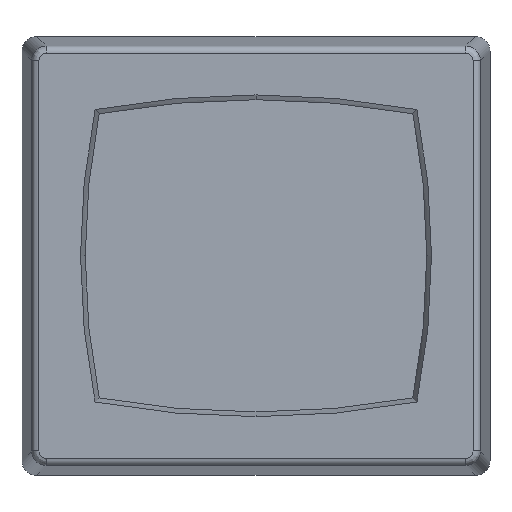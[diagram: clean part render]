
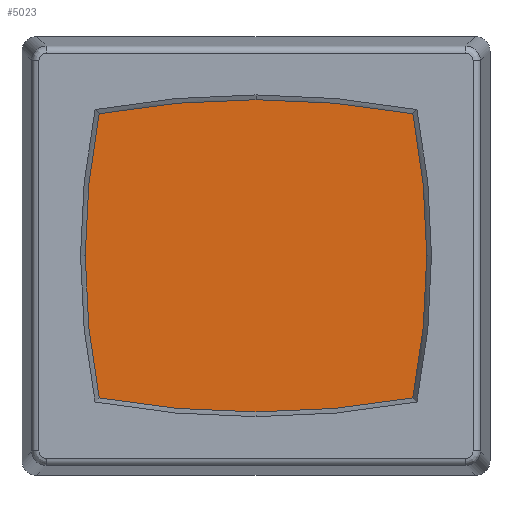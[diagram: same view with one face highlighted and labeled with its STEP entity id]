
A CAD part, top view. The second image highlights one B-rep face of the part: STEP entity #5023.
In plain terms, the highlighted planar face has unit normal (0, 0, 1).
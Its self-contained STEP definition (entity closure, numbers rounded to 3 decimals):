
#4743=VERTEX_POINT('',#4744);
#4744=CARTESIAN_POINT('',(0.,-0.534,0.35));
#4750=EDGE_CURVE('',#4743,#4751,#4753,.F.);
#4751=VERTEX_POINT('',#4752);
#4752=CARTESIAN_POINT('',(-0.536,-0.486,0.35));
#4753=B_SPLINE_CURVE_WITH_KNOTS('',3,(#4754,#4755,#4756,#4757),.UNSPECIFIED.,.F.,.U.,(4,4),(-0.108,-0.054),.PIECEWISE_BEZIER_KNOTS.);
#4754=CARTESIAN_POINT('',(-0.536,-0.486,0.35));
#4755=CARTESIAN_POINT('',(-0.359,-0.518,0.35));
#4756=CARTESIAN_POINT('',(-0.18,-0.534,0.35));
#4757=CARTESIAN_POINT('',(0.,-0.534,0.35));
#4787=EDGE_CURVE('',#4751,#4788,#4790,.F.);
#4788=VERTEX_POINT('',#4789);
#4789=CARTESIAN_POINT('',(-0.584,0.0,0.35));
#4790=B_SPLINE_CURVE_WITH_KNOTS('',3,(#4791,#4792,#4793,#4794),.UNSPECIFIED.,.F.,.U.,(4,4),(-0.049,0.0),.PIECEWISE_BEZIER_KNOTS.);
#4791=CARTESIAN_POINT('',(-0.584,0.0,0.35));
#4792=CARTESIAN_POINT('',(-0.584,-0.163,0.35));
#4793=CARTESIAN_POINT('',(-0.568,-0.326,0.35));
#4794=CARTESIAN_POINT('',(-0.536,-0.486,0.35));
#4824=EDGE_CURVE('',#4788,#4825,#4827,.F.);
#4825=VERTEX_POINT('',#4826);
#4826=CARTESIAN_POINT('',(-0.536,0.486,0.35));
#4827=B_SPLINE_CURVE_WITH_KNOTS('',3,(#4828,#4829,#4830,#4831),.UNSPECIFIED.,.F.,.U.,(4,4),(0.0,0.049),.PIECEWISE_BEZIER_KNOTS.);
#4828=CARTESIAN_POINT('',(-0.536,0.486,0.35));
#4829=CARTESIAN_POINT('',(-0.568,0.326,0.35));
#4830=CARTESIAN_POINT('',(-0.584,0.163,0.35));
#4831=CARTESIAN_POINT('',(-0.584,0.,0.35));
#4861=EDGE_CURVE('',#4825,#4862,#4864,.F.);
#4862=VERTEX_POINT('',#4863);
#4863=CARTESIAN_POINT('',(0.,0.534,0.35));
#4864=B_SPLINE_CURVE_WITH_KNOTS('',3,(#4865,#4866,#4867,#4868),.UNSPECIFIED.,.F.,.U.,(4,4),(0.054,0.108),.PIECEWISE_BEZIER_KNOTS.);
#4865=CARTESIAN_POINT('',(0.,0.534,0.35));
#4866=CARTESIAN_POINT('',(-0.18,0.534,0.35));
#4867=CARTESIAN_POINT('',(-0.359,0.518,0.35));
#4868=CARTESIAN_POINT('',(-0.536,0.486,0.35));
#4898=EDGE_CURVE('',#4862,#4899,#4901,.F.);
#4899=VERTEX_POINT('',#4900);
#4900=CARTESIAN_POINT('',(0.536,0.486,0.35));
#4901=B_SPLINE_CURVE_WITH_KNOTS('',3,(#4902,#4903,#4904,#4905),.UNSPECIFIED.,.F.,.U.,(4,4),(-0.108,-0.054),.PIECEWISE_BEZIER_KNOTS.);
#4902=CARTESIAN_POINT('',(0.536,0.486,0.35));
#4903=CARTESIAN_POINT('',(0.359,0.518,0.35));
#4904=CARTESIAN_POINT('',(0.18,0.534,0.35));
#4905=CARTESIAN_POINT('',(0.,0.534,0.35));
#4935=EDGE_CURVE('',#4899,#4936,#4938,.F.);
#4936=VERTEX_POINT('',#4937);
#4937=CARTESIAN_POINT('',(0.584,0.0,0.35));
#4938=B_SPLINE_CURVE_WITH_KNOTS('',3,(#4939,#4940,#4941,#4942),.UNSPECIFIED.,.F.,.U.,(4,4),(-0.049,0.0),.PIECEWISE_BEZIER_KNOTS.);
#4939=CARTESIAN_POINT('',(0.584,0.0,0.35));
#4940=CARTESIAN_POINT('',(0.584,0.163,0.35));
#4941=CARTESIAN_POINT('',(0.568,0.326,0.35));
#4942=CARTESIAN_POINT('',(0.536,0.486,0.35));
#4972=EDGE_CURVE('',#4936,#4973,#4975,.F.);
#4973=VERTEX_POINT('',#4974);
#4974=CARTESIAN_POINT('',(0.536,-0.486,0.35));
#4975=B_SPLINE_CURVE_WITH_KNOTS('',3,(#4976,#4977,#4978,#4979),.UNSPECIFIED.,.F.,.U.,(4,4),(0.0,0.049),.PIECEWISE_BEZIER_KNOTS.);
#4976=CARTESIAN_POINT('',(0.536,-0.486,0.35));
#4977=CARTESIAN_POINT('',(0.568,-0.326,0.35));
#4978=CARTESIAN_POINT('',(0.584,-0.163,0.35));
#4979=CARTESIAN_POINT('',(0.584,0.,0.35));
#5007=EDGE_CURVE('',#4973,#4743,#5008,.F.);
#5008=B_SPLINE_CURVE_WITH_KNOTS('',3,(#5009,#5010,#5011,#5012),.UNSPECIFIED.,.F.,.U.,(4,4),(0.054,0.108),.PIECEWISE_BEZIER_KNOTS.);
#5009=CARTESIAN_POINT('',(0.,-0.534,0.35));
#5010=CARTESIAN_POINT('',(0.18,-0.534,0.35));
#5011=CARTESIAN_POINT('',(0.359,-0.518,0.35));
#5012=CARTESIAN_POINT('',(0.536,-0.486,0.35));
#5023=ADVANCED_FACE('',(#5024),#5034,.T.);
#5024=FACE_BOUND('',#5025,.T.);
#5025=EDGE_LOOP('',(#5026,#5027,#5028,#5029,#5030,#5031,#5032,#5033));
#5026=ORIENTED_EDGE('',*,*,#5007,.F.);
#5027=ORIENTED_EDGE('',*,*,#4972,.F.);
#5028=ORIENTED_EDGE('',*,*,#4935,.F.);
#5029=ORIENTED_EDGE('',*,*,#4898,.F.);
#5030=ORIENTED_EDGE('',*,*,#4861,.F.);
#5031=ORIENTED_EDGE('',*,*,#4824,.F.);
#5032=ORIENTED_EDGE('',*,*,#4787,.F.);
#5033=ORIENTED_EDGE('',*,*,#4750,.F.);
#5034=PLANE('',#5035);
#5035=AXIS2_PLACEMENT_3D('',#5036,#5037,#5038);
#5036=CARTESIAN_POINT('',(0.0,0.0,0.35));
#5037=DIRECTION('',(0.0,0.0,1.0));
#5038=DIRECTION('',(1.0,0.0,0.0));
